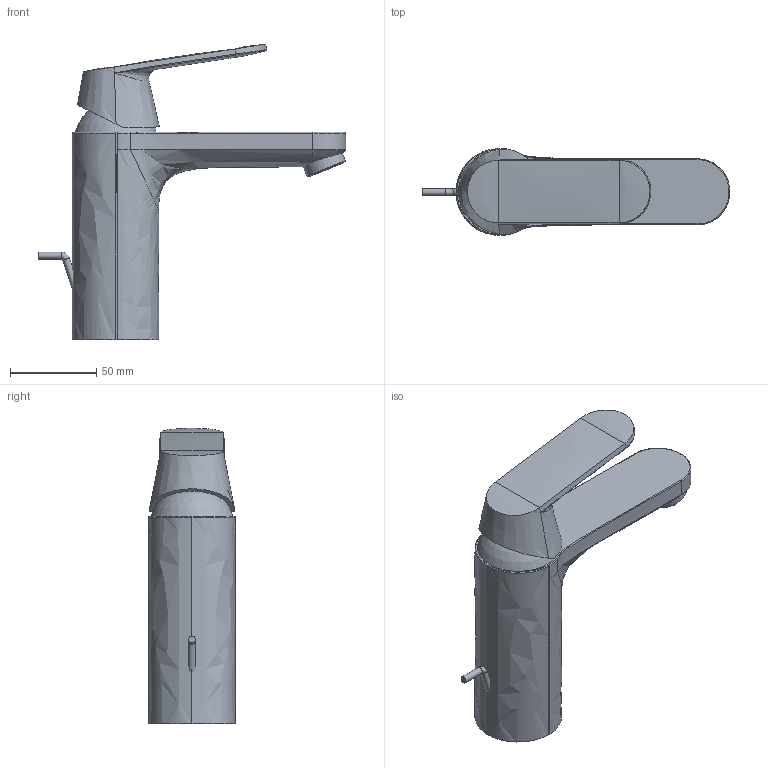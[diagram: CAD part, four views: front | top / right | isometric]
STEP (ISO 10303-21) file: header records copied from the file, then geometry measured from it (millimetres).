
FILE_DESCRIPTION(/* description */ ('Unknown'),/* implementation_level */ '2;1');
FILE_NAME(/* name */ '2339600E',/* time_stamp */ '2022-09-08T05:27:02+02:00',/* author */ ('Unknown'),/* organization */ ('GROHE AG'),/* preprocessor_version */ 'ST-DEVELOPER v16.7',/* originating_system */ 'DEX',/* authorisation */ $);
FILE_SCHEMA (('AUTOMOTIVE_DESIGN {1 0 10303 214 3 1 1}'));
Length unit declared in the file: millimetre
Products named in the file (5): 2339600E; 2339600E_0; id81; rail_sur
Assembly tree (4 placements, depth 2):
  2339600E
    2339600E
    2339600E_0
    id81
    rail_sur
Bounding box: 178.08 x 49.99 x 170.91 mm (x, y, z)
Volume: 1662.4 mm3; surface area: 87605 mm2
Topology: 3 solids, 6 shells, 103 faces, 248 edges, 143 vertices
Faces by surface type: bspline 67, plane 20, cylinder 10, torus 4, cone 1, sphere 1
Full cylindrical faces by diameter (mm): 4 x4, 20.15 x1, 23.87 x1
Entity records: 8310 total; most frequent: CARTESIAN_POINT 6346, ORIENTED_EDGE 440, EDGE_CURVE 225, B_SPLINE_CURVE_WITH_KNOTS 191, VERTEX_POINT 142, DIRECTION 136, EDGE_LOOP 115, FACE_BOUND 115
